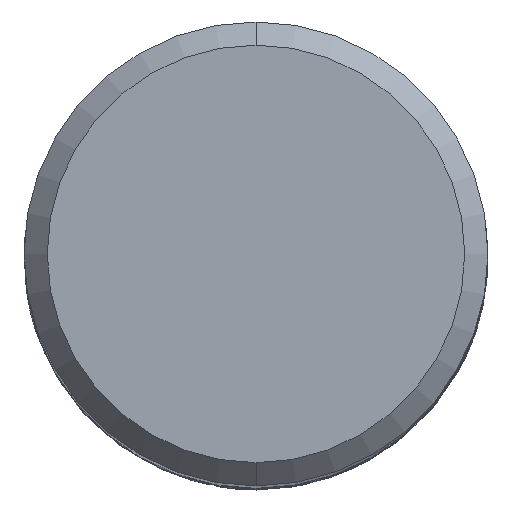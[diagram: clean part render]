
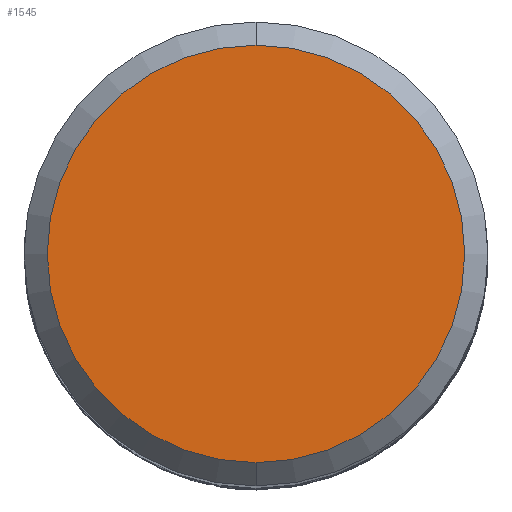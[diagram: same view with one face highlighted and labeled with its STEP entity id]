
A CAD part, top view. The second image highlights one B-rep face of the part: STEP entity #1545.
In plain terms, the highlighted planar face has unit normal (0, 0, 1).
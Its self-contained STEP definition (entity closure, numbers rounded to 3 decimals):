
#1095=EDGE_CURVE('',#1887,#1859,#2506,.T.);
#1409=EDGE_CURVE('',#1859,#1887,#2849,.T.);
#1545=ADVANCED_FACE('',(#2995),#2996,.T.);
#1859=VERTEX_POINT('',#3335);
#1887=VERTEX_POINT('',#3365);
#2506=CIRCLE('',#9491,9.0);
#2849=CIRCLE('',#12871,9.0);
#2995=FACE_OUTER_BOUND('',#14055,.T.);
#2996=PLANE('',#14056);
#3335=CARTESIAN_POINT('',(0.,-9.0,0.0));
#3365=CARTESIAN_POINT('',(0.0,9.0,0.0));
#9491=AXIS2_PLACEMENT_3D('',#21883,#21884,#21885);
#12871=AXIS2_PLACEMENT_3D('',#22199,#22200,#22201);
#14055=EDGE_LOOP('',(#22334,#22335));
#14056=AXIS2_PLACEMENT_3D('',#22336,#22337,#22338);
#21883=CARTESIAN_POINT('',(0.0,0.0,0.0));
#21884=DIRECTION('',(0.0,0.0,-1.0));
#21885=DIRECTION('',(0.0,1.0,0.0));
#22199=CARTESIAN_POINT('',(0.0,0.0,0.0));
#22200=DIRECTION('',(0.0,0.0,-1.0));
#22201=DIRECTION('',(0.0,1.0,0.0));
#22334=ORIENTED_EDGE('',*,*,#1095,.F.);
#22335=ORIENTED_EDGE('',*,*,#1409,.F.);
#22336=CARTESIAN_POINT('',(0.0,4.5,0.0));
#22337=DIRECTION('',(-0.0,0.0,1.0));
#22338=DIRECTION('',(0.0,-1.0,0.0));
